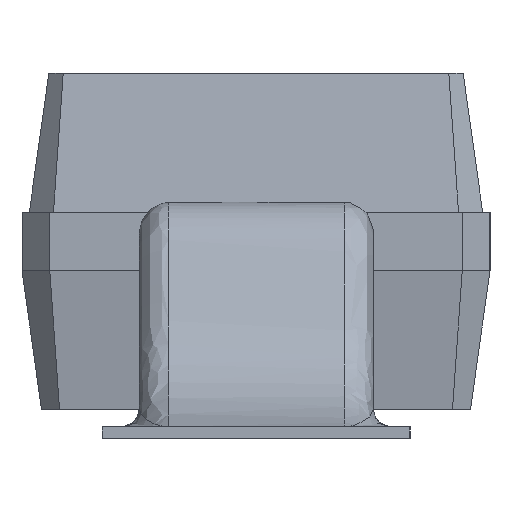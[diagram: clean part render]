
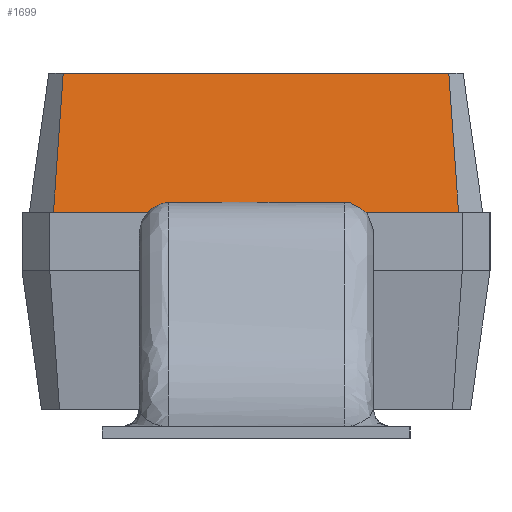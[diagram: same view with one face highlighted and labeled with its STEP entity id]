
A CAD part, left-side view. The second image highlights one B-rep face of the part: STEP entity #1699.
In plain terms, the highlighted planar face has unit normal (-0.99, 0, 0.139).
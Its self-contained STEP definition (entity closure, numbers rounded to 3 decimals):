
#151=FACE_OUTER_BOUND('',#253,.T.);
#253=EDGE_LOOP('',(#1280,#1281,#1282,#1283,#1284,#1285));
#394=LINE('',#2507,#574);
#408=LINE('',#2534,#588);
#421=LINE('',#2572,#601);
#427=LINE('',#2583,#607);
#428=LINE('',#2584,#608);
#429=LINE('',#2585,#609);
#574=VECTOR('',#2077,1.);
#588=VECTOR('',#2097,1.);
#601=VECTOR('',#2128,1.);
#607=VECTOR('',#2144,10.);
#608=VECTOR('',#2145,10.);
#609=VECTOR('',#2146,1.);
#726=VERTEX_POINT('',#2505);
#727=VERTEX_POINT('',#2506);
#736=VERTEX_POINT('',#2531);
#737=VERTEX_POINT('',#2533);
#752=VERTEX_POINT('',#2569);
#753=VERTEX_POINT('',#2571);
#904=EDGE_CURVE('',#726,#727,#394,.T.);
#918=EDGE_CURVE('',#736,#737,#408,.T.);
#937=EDGE_CURVE('',#752,#753,#421,.T.);
#943=EDGE_CURVE('',#736,#726,#427,.T.);
#944=EDGE_CURVE('',#753,#727,#428,.T.);
#945=EDGE_CURVE('',#737,#752,#429,.T.);
#1280=ORIENTED_EDGE('',*,*,#918,.F.);
#1281=ORIENTED_EDGE('',*,*,#943,.T.);
#1282=ORIENTED_EDGE('',*,*,#904,.T.);
#1283=ORIENTED_EDGE('',*,*,#944,.F.);
#1284=ORIENTED_EDGE('',*,*,#937,.F.);
#1285=ORIENTED_EDGE('',*,*,#945,.F.);
#1547=PLANE('',#1833);
#1699=ADVANCED_FACE('',(#151),#1547,.F.);
#1833=AXIS2_PLACEMENT_3D('',#2582,#2142,#2143);
#2077=DIRECTION('',(0.,1.,0.));
#2097=DIRECTION('',(0.,1.,0.));
#2128=DIRECTION('',(0.,1.,0.));
#2142=DIRECTION('center_axis',(0.99,0.,-0.139));
#2143=DIRECTION('ref_axis',(-0.139,0.,-0.99));
#2144=DIRECTION('',(0.139,0.069,0.988));
#2145=DIRECTION('',(0.139,-0.069,0.988));
#2146=DIRECTION('',(0.,1.,0.));
#2505=CARTESIAN_POINT('',(-1.283,-0.659,1.25));
#2506=CARTESIAN_POINT('',(-1.283,0.659,1.25));
#2507=CARTESIAN_POINT('',(-1.283,-0.659,1.25));
#2531=CARTESIAN_POINT('',(-1.35,-0.693,0.775));
#2533=CARTESIAN_POINT('',(-1.35,-0.325,0.775));
#2534=CARTESIAN_POINT('',(-1.35,-0.693,0.775));
#2569=CARTESIAN_POINT('',(-1.35,0.325,0.775));
#2571=CARTESIAN_POINT('',(-1.35,0.693,0.775));
#2572=CARTESIAN_POINT('',(-1.35,-0.693,0.775));
#2582=CARTESIAN_POINT('Origin',(-1.35,0.,0.775));
#2583=CARTESIAN_POINT('',(-1.35,-0.693,0.775));
#2584=CARTESIAN_POINT('',(-1.35,0.693,0.775));
#2585=CARTESIAN_POINT('',(-1.35,-0.693,0.775));
